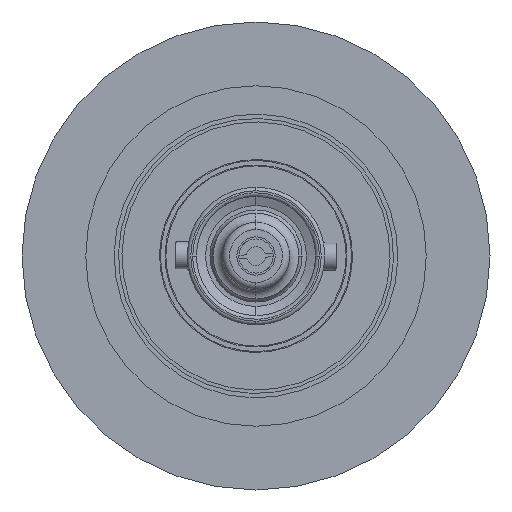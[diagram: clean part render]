
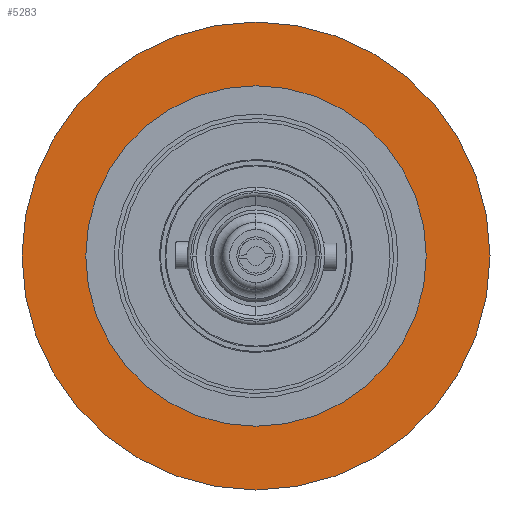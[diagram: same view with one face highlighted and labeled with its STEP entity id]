
A CAD part, left-side view. The second image highlights one B-rep face of the part: STEP entity #5283.
In plain terms, the highlighted planar face has unit normal (-1, 0, 0).
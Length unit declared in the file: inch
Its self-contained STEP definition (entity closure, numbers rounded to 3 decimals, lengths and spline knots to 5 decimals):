
#164 = FACE_BOUND ( 'NONE', #3944, .T. ) ;
#165 = FACE_OUTER_BOUND ( 'NONE', #3917, .T. ) ;
#912 = CARTESIAN_POINT ( 'NONE',  ( 0., 0., 0. ) ) ;
#913 = DIRECTION ( 'NONE',  ( 1., 0., 0. ) ) ;
#914 = DIRECTION ( 'NONE',  ( 0., 0., -1. ) ) ;
#924 = CARTESIAN_POINT ( 'NONE',  ( 0., 0., 0. ) ) ;
#925 = DIRECTION ( 'NONE',  ( 1., 0., 0. ) ) ;
#926 = DIRECTION ( 'NONE',  ( 0., 0., -1. ) ) ;
#1135 = AXIS2_PLACEMENT_3D ( 'NONE', #3420, #3425, #3426 ) ;
#1319 = AXIS2_PLACEMENT_3D ( 'NONE', #912, #913, #914 ) ;
#1321 = AXIS2_PLACEMENT_3D ( 'NONE', #924, #925, #926 ) ;
#1349 = CARTESIAN_POINT ( 'NONE',  ( 0., 0., -0.6425 ) ) ;
#1471 = CARTESIAN_POINT ( 'NONE',  ( 0., 0., 0.4675 ) ) ;
#1475 = CARTESIAN_POINT ( 'NONE',  ( 0., 0., -0.4675 ) ) ;
#1967 = AXIS2_PLACEMENT_3D ( 'NONE', #2272, #2273, #2274 ) ;
#1970 = AXIS2_PLACEMENT_3D ( 'NONE', #2281, #2282, #2283 ) ;
#2014 = EDGE_CURVE ( 'NONE', #4373, #4369, #2843, .T. ) ;
#2017 = EDGE_CURVE ( 'NONE', #4348, #3518, #2845, .T. ) ;
#2226 = CARTESIAN_POINT ( 'NONE',  ( 0., 0., 0.6425 ) ) ;
#2272 = CARTESIAN_POINT ( 'NONE',  ( 0., 0., 0. ) ) ;
#2273 = DIRECTION ( 'NONE',  ( 1., 0., 0. ) ) ;
#2274 = DIRECTION ( 'NONE',  ( 0., 0., -1. ) ) ;
#2281 = CARTESIAN_POINT ( 'NONE',  ( 0., 0., 0. ) ) ;
#2282 = DIRECTION ( 'NONE',  ( 1., 0., 0. ) ) ;
#2283 = DIRECTION ( 'NONE',  ( 0., 0., -1. ) ) ;
#2765 = EDGE_CURVE ( 'NONE', #3518, #4348, #3051, .T. ) ;
#2771 = EDGE_CURVE ( 'NONE', #4369, #4373, #3061, .T. ) ;
#2843 = CIRCLE ( 'NONE', #1967, 0.4675 ) ;
#2845 = CIRCLE ( 'NONE', #1970, 0.6425 ) ;
#3051 = CIRCLE ( 'NONE', #1319, 0.6425 ) ;
#3061 = CIRCLE ( 'NONE', #1321, 0.4675 ) ;
#3420 = CARTESIAN_POINT ( 'NONE',  ( 0., 0., 0. ) ) ;
#3423 = PLANE ( 'NONE',  #1135 ) ;
#3425 = DIRECTION ( 'NONE',  ( 1., 0., 0. ) ) ;
#3426 = DIRECTION ( 'NONE',  ( 0., 0., -1. ) ) ;
#3518 = VERTEX_POINT ( 'NONE', #1349 ) ;
#3917 = EDGE_LOOP ( 'NONE', ( #4561, #4562 ) ) ;
#3944 = EDGE_LOOP ( 'NONE', ( #4563, #4564 ) ) ;
#4348 = VERTEX_POINT ( 'NONE', #2226 ) ;
#4369 = VERTEX_POINT ( 'NONE', #1471 ) ;
#4373 = VERTEX_POINT ( 'NONE', #1475 ) ;
#4561 = ORIENTED_EDGE ( 'NONE', *, *, #2017, .F. ) ;
#4562 = ORIENTED_EDGE ( 'NONE', *, *, #2765, .F. ) ;
#4563 = ORIENTED_EDGE ( 'NONE', *, *, #2771, .T. ) ;
#4564 = ORIENTED_EDGE ( 'NONE', *, *, #2014, .T. ) ;
#5283 = ADVANCED_FACE ( 'NONE', ( #165, #164 ), #3423, .F. ) ;
